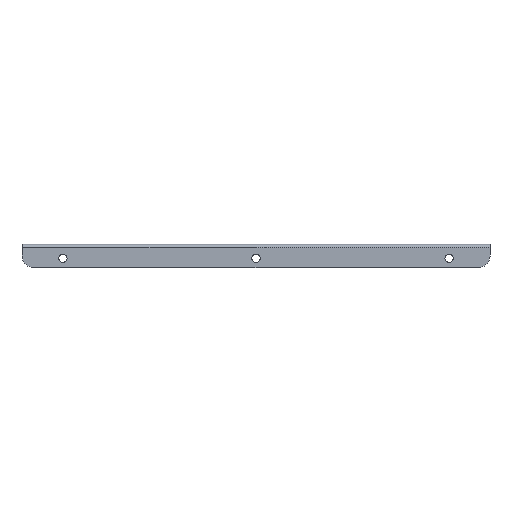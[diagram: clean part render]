
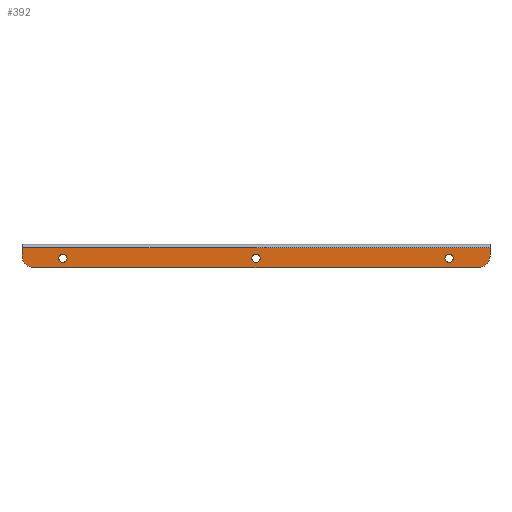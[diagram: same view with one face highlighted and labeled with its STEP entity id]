
A CAD part, front view. The second image highlights one B-rep face of the part: STEP entity #392.
In plain terms, the highlighted planar face has unit normal (0, -1, 0).
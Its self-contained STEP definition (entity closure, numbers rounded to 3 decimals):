
#39 = CARTESIAN_POINT ( 'NONE',  ( 0., -540., -40. ) ) ;
#47 = DIRECTION ( 'NONE',  ( 0., 0., 1. ) ) ;
#52 = CARTESIAN_POINT ( 'NONE',  ( -400., -540., 0. ) ) ;
#53 = DIRECTION ( 'NONE',  ( 0., -1., 0. ) ) ;
#58 = VERTEX_POINT ( 'NONE', #1369 ) ;
#81 = ORIENTED_EDGE ( 'NONE', *, *, #786, .F. ) ;
#121 = DIRECTION ( 'NONE',  ( 0., 0., -1. ) ) ;
#132 = VERTEX_POINT ( 'NONE', #455 ) ;
#134 = EDGE_CURVE ( 'NONE', #132, #451, #2034, .T. ) ;
#138 = EDGE_CURVE ( 'NONE', #306, #872, #759, .T. ) ;
#150 = EDGE_CURVE ( 'NONE', #872, #306, #1243, .T. ) ;
#165 = AXIS2_PLACEMENT_3D ( 'NONE', #787, #627, #121 ) ;
#171 = CIRCLE ( 'NONE', #2050, 20. ) ;
#193 = FACE_BOUND ( 'NONE', #233, .T. ) ;
#203 = DIRECTION ( 'NONE',  ( 0., -1., 0. ) ) ;
#233 = EDGE_LOOP ( 'NONE', ( #1161, #810 ) ) ;
#267 = AXIS2_PLACEMENT_3D ( 'NONE', #959, #1904, #1257 ) ;
#283 = DIRECTION ( 'NONE',  ( 0., -1., 0. ) ) ;
#289 = DIRECTION ( 'NONE',  ( 0., 0., -1. ) ) ;
#305 = AXIS2_PLACEMENT_3D ( 'NONE', #1809, #1477, #1793 ) ;
#306 = VERTEX_POINT ( 'NONE', #332 ) ;
#310 = EDGE_LOOP ( 'NONE', ( #1666, #2012 ) ) ;
#325 = DIRECTION ( 'NONE',  ( 0., 0., -1. ) ) ;
#332 = CARTESIAN_POINT ( 'NONE',  ( -330., -540., -17. ) ) ;
#383 = DIRECTION ( 'NONE',  ( 1., 0., 0. ) ) ;
#390 = EDGE_CURVE ( 'NONE', #58, #864, #447, .T. ) ;
#392 = ADVANCED_FACE ( 'NONE', ( #1414, #1343, #193, #918 ), #1981, .F. ) ;
#422 = EDGE_CURVE ( 'NONE', #1843, #1490, #1628, .T. ) ;
#425 = AXIS2_PLACEMENT_3D ( 'NONE', #1742, #1577, #1122 ) ;
#429 = EDGE_LOOP ( 'NONE', ( #902, #1629, #431, #1935, #1694, #557 ) ) ;
#431 = ORIENTED_EDGE ( 'NONE', *, *, #748, .T. ) ;
#447 = LINE ( 'NONE', #1332, #1681 ) ;
#451 = VERTEX_POINT ( 'NONE', #1836 ) ;
#455 = CARTESIAN_POINT ( 'NONE',  ( 330., -540., -17. ) ) ;
#461 = DIRECTION ( 'NONE',  ( 0., -1., 0. ) ) ;
#545 = DIRECTION ( 'NONE',  ( 0., 0., -1. ) ) ;
#557 = ORIENTED_EDGE ( 'NONE', *, *, #1235, .T. ) ;
#627 = DIRECTION ( 'NONE',  ( 0., -1., 0. ) ) ;
#635 = ORIENTED_EDGE ( 'NONE', *, *, #1837, .F. ) ;
#639 = CARTESIAN_POINT ( 'NONE',  ( 400., -540., -20. ) ) ;
#670 = VERTEX_POINT ( 'NONE', #639 ) ;
#676 = CARTESIAN_POINT ( 'NONE',  ( -330., -540., -31. ) ) ;
#678 = CIRCLE ( 'NONE', #830, 7. ) ;
#685 = CARTESIAN_POINT ( 'NONE',  ( 380., -540., -40. ) ) ;
#718 = EDGE_CURVE ( 'NONE', #451, #132, #1339, .T. ) ;
#748 = EDGE_CURVE ( 'NONE', #670, #864, #1899, .T. ) ;
#753 = CIRCLE ( 'NONE', #1895, 7. ) ;
#759 = CIRCLE ( 'NONE', #267, 7. ) ;
#761 = CARTESIAN_POINT ( 'NONE',  ( -380., -540., -20. ) ) ;
#786 = EDGE_CURVE ( 'NONE', #1069, #1839, #678, .T. ) ;
#787 = CARTESIAN_POINT ( 'NONE',  ( 330., -540., -24. ) ) ;
#792 = DIRECTION ( 'NONE',  ( 0., 0., 1. ) ) ;
#800 = LINE ( 'NONE', #52, #1551 ) ;
#810 = ORIENTED_EDGE ( 'NONE', *, *, #134, .F. ) ;
#830 = AXIS2_PLACEMENT_3D ( 'NONE', #1142, #1448, #325 ) ;
#856 = DIRECTION ( 'NONE',  ( 0., 0., -1. ) ) ;
#864 = VERTEX_POINT ( 'NONE', #1922 ) ;
#866 = DIRECTION ( 'NONE',  ( 1., 0., 0. ) ) ;
#872 = VERTEX_POINT ( 'NONE', #676 ) ;
#878 = CARTESIAN_POINT ( 'NONE',  ( 0., -540., -24. ) ) ;
#902 = ORIENTED_EDGE ( 'NONE', *, *, #422, .T. ) ;
#918 = FACE_OUTER_BOUND ( 'NONE', #429, .T. ) ;
#959 = CARTESIAN_POINT ( 'NONE',  ( -330., -540., -24. ) ) ;
#1069 = VERTEX_POINT ( 'NONE', #1840 ) ;
#1109 = VECTOR ( 'NONE', #792, 1000. ) ;
#1122 = DIRECTION ( 'NONE',  ( 0., 0., -1. ) ) ;
#1142 = CARTESIAN_POINT ( 'NONE',  ( 0., -540., -24. ) ) ;
#1161 = ORIENTED_EDGE ( 'NONE', *, *, #718, .F. ) ;
#1235 = EDGE_CURVE ( 'NONE', #1424, #1843, #171, .T. ) ;
#1243 = CIRCLE ( 'NONE', #1457, 7. ) ;
#1257 = DIRECTION ( 'NONE',  ( 0., 0., -1. ) ) ;
#1264 = CARTESIAN_POINT ( 'NONE',  ( -330., -540., -24. ) ) ;
#1332 = CARTESIAN_POINT ( 'NONE',  ( 400., -540., -6. ) ) ;
#1339 = CIRCLE ( 'NONE', #425, 7. ) ;
#1343 = FACE_BOUND ( 'NONE', #1660, .T. ) ;
#1369 = CARTESIAN_POINT ( 'NONE',  ( -400., -540., -6. ) ) ;
#1373 = AXIS2_PLACEMENT_3D ( 'NONE', #1989, #53, #47 ) ;
#1414 = FACE_BOUND ( 'NONE', #310, .T. ) ;
#1424 = VERTEX_POINT ( 'NONE', #1492 ) ;
#1430 = EDGE_CURVE ( 'NONE', #1490, #670, #1975, .T. ) ;
#1448 = DIRECTION ( 'NONE',  ( 0., -1., 0. ) ) ;
#1457 = AXIS2_PLACEMENT_3D ( 'NONE', #1264, #461, #289 ) ;
#1477 = DIRECTION ( 'NONE',  ( 0., 1., 0. ) ) ;
#1490 = VERTEX_POINT ( 'NONE', #685 ) ;
#1492 = CARTESIAN_POINT ( 'NONE',  ( -400., -540., -20. ) ) ;
#1513 = CARTESIAN_POINT ( 'NONE',  ( -380., -540., -40. ) ) ;
#1551 = VECTOR ( 'NONE', #856, 1000. ) ;
#1577 = DIRECTION ( 'NONE',  ( 0., -1., 0. ) ) ;
#1628 = LINE ( 'NONE', #39, #1901 ) ;
#1629 = ORIENTED_EDGE ( 'NONE', *, *, #1430, .T. ) ;
#1660 = EDGE_LOOP ( 'NONE', ( #635, #81 ) ) ;
#1666 = ORIENTED_EDGE ( 'NONE', *, *, #150, .F. ) ;
#1681 = VECTOR ( 'NONE', #866, 1000. ) ;
#1694 = ORIENTED_EDGE ( 'NONE', *, *, #1880, .T. ) ;
#1742 = CARTESIAN_POINT ( 'NONE',  ( 330., -540., -24. ) ) ;
#1760 = CARTESIAN_POINT ( 'NONE',  ( 400., -540., 0. ) ) ;
#1793 = DIRECTION ( 'NONE',  ( 0., 0., 1. ) ) ;
#1809 = CARTESIAN_POINT ( 'NONE',  ( 0., -540., 0. ) ) ;
#1827 = CARTESIAN_POINT ( 'NONE',  ( 0., -540., -31. ) ) ;
#1836 = CARTESIAN_POINT ( 'NONE',  ( 330., -540., -31. ) ) ;
#1837 = EDGE_CURVE ( 'NONE', #1839, #1069, #753, .T. ) ;
#1839 = VERTEX_POINT ( 'NONE', #1827 ) ;
#1840 = CARTESIAN_POINT ( 'NONE',  ( 0., -540., -17. ) ) ;
#1843 = VERTEX_POINT ( 'NONE', #1513 ) ;
#1880 = EDGE_CURVE ( 'NONE', #58, #1424, #800, .T. ) ;
#1895 = AXIS2_PLACEMENT_3D ( 'NONE', #878, #203, #545 ) ;
#1899 = LINE ( 'NONE', #1760, #1109 ) ;
#1901 = VECTOR ( 'NONE', #383, 1000. ) ;
#1904 = DIRECTION ( 'NONE',  ( 0., -1., 0. ) ) ;
#1922 = CARTESIAN_POINT ( 'NONE',  ( 400., -540., -6. ) ) ;
#1935 = ORIENTED_EDGE ( 'NONE', *, *, #390, .F. ) ;
#1975 = CIRCLE ( 'NONE', #1373, 20. ) ;
#1981 = PLANE ( 'NONE',  #305 ) ;
#1989 = CARTESIAN_POINT ( 'NONE',  ( 380., -540., -20. ) ) ;
#2012 = ORIENTED_EDGE ( 'NONE', *, *, #138, .F. ) ;
#2034 = CIRCLE ( 'NONE', #165, 7. ) ;
#2049 = DIRECTION ( 'NONE',  ( 0., 0., 1. ) ) ;
#2050 = AXIS2_PLACEMENT_3D ( 'NONE', #761, #283, #2049 ) ;
